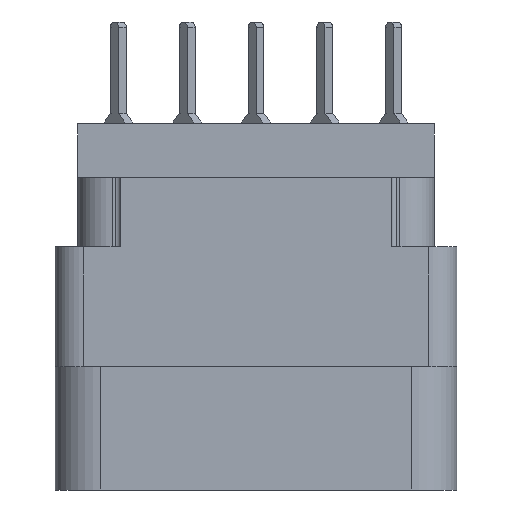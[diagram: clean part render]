
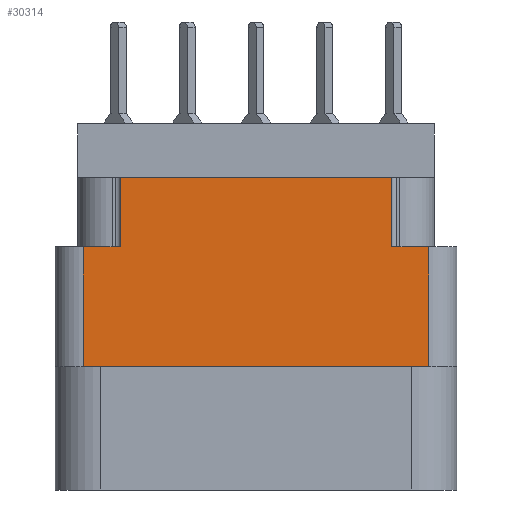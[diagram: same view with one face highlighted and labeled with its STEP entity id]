
A CAD part, left-side view. The second image highlights one B-rep face of the part: STEP entity #30314.
In plain terms, the highlighted planar face has unit normal (-1, 0, 0).
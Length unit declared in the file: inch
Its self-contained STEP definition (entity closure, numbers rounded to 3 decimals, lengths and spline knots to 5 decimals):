
#89 = CARTESIAN_POINT ( 'NONE',  ( -1., -0.376, -0.798 ) ) ;
#253 = DIRECTION ( 'NONE',  ( 0., 0., 1. ) ) ;
#712 = CARTESIAN_POINT ( 'NONE',  ( -1., 0.296, -0.268 ) ) ;
#763 = VERTEX_POINT ( 'NONE', #17960 ) ;
#1587 = LINE ( 'NONE', #712, #21616 ) ;
#5097 = ORIENTED_EDGE ( 'NONE', *, *, #21672, .F. ) ;
#5120 = DIRECTION ( 'NONE',  ( 0., 0., 1. ) ) ;
#5405 = VERTEX_POINT ( 'NONE', #13156 ) ;
#5430 = CARTESIAN_POINT ( 'NONE',  ( -1., -0.376, -0.798 ) ) ;
#5780 = VECTOR ( 'NONE', #23561, 39.37008 ) ;
#5891 = DIRECTION ( 'NONE',  ( 0., 0., 1. ) ) ;
#6428 = LINE ( 'NONE', #25165, #18999 ) ;
#6485 = LINE ( 'NONE', #7424, #14348 ) ;
#7424 = CARTESIAN_POINT ( 'NONE',  ( -1., 0.438, -0.268 ) ) ;
#7505 = DIRECTION ( 'NONE',  ( 0., 0., 1. ) ) ;
#8173 = CARTESIAN_POINT ( 'NONE',  ( -1., -0.296, -0.117 ) ) ;
#8397 = CARTESIAN_POINT ( 'NONE',  ( -1., -0.376, -0.268 ) ) ;
#8619 = DIRECTION ( 'NONE',  ( 0., -1., 0. ) ) ;
#9616 = LINE ( 'NONE', #26539, #15539 ) ;
#9665 = CARTESIAN_POINT ( 'NONE',  ( -1., 0.376, -0.529 ) ) ;
#9731 = ORIENTED_EDGE ( 'NONE', *, *, #19159, .F. ) ;
#10165 = ORIENTED_EDGE ( 'NONE', *, *, #21624, .F. ) ;
#11293 = ORIENTED_EDGE ( 'NONE', *, *, #19987, .T. ) ;
#11313 = EDGE_CURVE ( 'NONE', #13015, #31142, #21744, .T. ) ;
#11940 = ORIENTED_EDGE ( 'NONE', *, *, #29450, .F. ) ;
#12033 = VERTEX_POINT ( 'NONE', #8173 ) ;
#12728 = VECTOR ( 'NONE', #253, 39.37008 ) ;
#12727 = DIRECTION ( 'NONE',  ( -1., 0., 0. ) ) ;
#12777 = CARTESIAN_POINT ( 'NONE',  ( -1., 0.376, -0.798 ) ) ;
#12785 = DIRECTION ( 'NONE',  ( 0., -1., 0. ) ) ;
#13015 = VERTEX_POINT ( 'NONE', #13725 ) ;
#13156 = CARTESIAN_POINT ( 'NONE',  ( -1., 0.296, -0.117 ) ) ;
#13725 = CARTESIAN_POINT ( 'NONE',  ( -1., -0.376, -0.529 ) ) ;
#14066 = EDGE_LOOP ( 'NONE', ( #9731, #19345, #23852, #5097, #11293, #11940, #22854, #10165 ) ) ;
#14348 = VECTOR ( 'NONE', #18506, 39.37008 ) ;
#15016 = AXIS2_PLACEMENT_3D ( 'NONE', #89, #12727, #5120 ) ;
#15539 = VECTOR ( 'NONE', #8619, 39.37008 ) ;
#15656 = LINE ( 'NONE', #21114, #5780 ) ;
#15949 = CARTESIAN_POINT ( 'NONE',  ( -1., 0.376, -0.268 ) ) ;
#16052 = VECTOR ( 'NONE', #18656, 39.37008 ) ;
#16354 = CARTESIAN_POINT ( 'NONE',  ( -1., 0.296, -0.268 ) ) ;
#16613 = CARTESIAN_POINT ( 'NONE',  ( -1., -0.296, -0.268 ) ) ;
#16895 = VECTOR ( 'NONE', #7505, 39.37008 ) ;
#17198 = EDGE_CURVE ( 'NONE', #28261, #5405, #1587, .T. ) ;
#17960 = CARTESIAN_POINT ( 'NONE',  ( -1., -0.296, -0.268 ) ) ;
#18506 = DIRECTION ( 'NONE',  ( 0., -1., 0. ) ) ;
#18656 = DIRECTION ( 'NONE',  ( 0., 0., 1. ) ) ;
#18999 = VECTOR ( 'NONE', #12785, 39.37008 ) ;
#19159 = EDGE_CURVE ( 'NONE', #30179, #32197, #25084, .T. ) ;
#19345 = ORIENTED_EDGE ( 'NONE', *, *, #25069, .T. ) ;
#19987 = EDGE_CURVE ( 'NONE', #763, #12033, #27046, .T. ) ;
#21114 = CARTESIAN_POINT ( 'NONE',  ( -1., 0.438, -0.117 ) ) ;
#21616 = VECTOR ( 'NONE', #5891, 39.37008 ) ;
#21624 = EDGE_CURVE ( 'NONE', #32197, #28261, #6485, .T. ) ;
#21672 = EDGE_CURVE ( 'NONE', #763, #31142, #9616, .T. ) ;
#21744 = LINE ( 'NONE', #5430, #12728 ) ;
#22854 = ORIENTED_EDGE ( 'NONE', *, *, #17198, .F. ) ;
#22880 = FACE_OUTER_BOUND ( 'NONE', #14066, .T. ) ;
#23561 = DIRECTION ( 'NONE',  ( 0., -1., 0. ) ) ;
#23852 = ORIENTED_EDGE ( 'NONE', *, *, #11313, .T. ) ;
#25069 = EDGE_CURVE ( 'NONE', #30179, #13015, #6428, .T. ) ;
#25084 = LINE ( 'NONE', #12777, #16895 ) ;
#25165 = CARTESIAN_POINT ( 'NONE',  ( -1., 0., -0.529 ) ) ;
#26539 = CARTESIAN_POINT ( 'NONE',  ( -1., -0.296, -0.268 ) ) ;
#27046 = LINE ( 'NONE', #16613, #16052 ) ;
#28261 = VERTEX_POINT ( 'NONE', #16354 ) ;
#29450 = EDGE_CURVE ( 'NONE', #5405, #12033, #15656, .T. ) ;
#30110 = PLANE ( 'NONE',  #15016 ) ;
#30179 = VERTEX_POINT ( 'NONE', #9665 ) ;
#30314 = ADVANCED_FACE ( 'NONE', ( #22880 ), #30110, .T. ) ;
#31142 = VERTEX_POINT ( 'NONE', #8397 ) ;
#32197 = VERTEX_POINT ( 'NONE', #15949 ) ;
